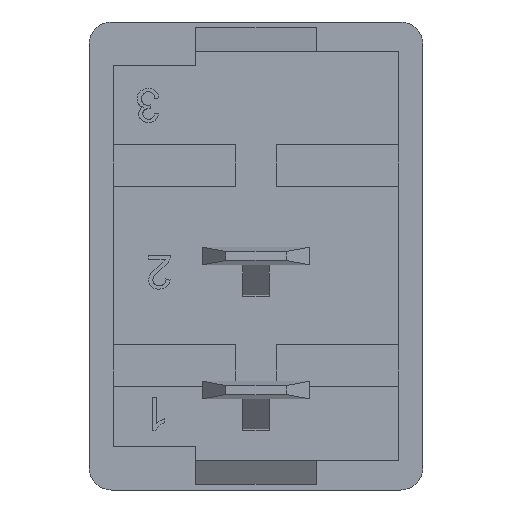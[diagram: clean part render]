
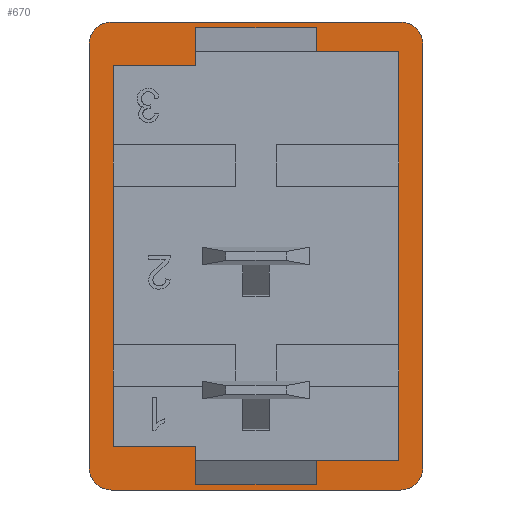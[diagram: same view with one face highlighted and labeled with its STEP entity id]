
A CAD part, front view. The second image highlights one B-rep face of the part: STEP entity #670.
In plain terms, the highlighted planar face has unit normal (0, -1, 0).
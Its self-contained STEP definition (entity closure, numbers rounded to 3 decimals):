
#313=CIRCLE('',#6602,1.);
#317=CIRCLE('',#6608,1.);
#321=CIRCLE('',#6615,1.);
#325=CIRCLE('',#6621,1.);
#459=FACE_BOUND('',#1423,.T.);
#460=FACE_BOUND('',#1424,.T.);
#461=FACE_BOUND('',#1425,.T.);
#462=FACE_BOUND('',#1426,.T.);
#670=ADVANCED_FACE('',(#459,#460,#461,#462),#879,.F.);
#879=PLANE('',#6646);
#1423=EDGE_LOOP('',(#4077,#4078,#4079,#4080,#4081,#4082,#4083,#4084));
#1424=EDGE_LOOP('',(#4085,#4086,#4087,#4088));
#1425=EDGE_LOOP('',(#4089,#4090,#4091,#4092));
#1426=EDGE_LOOP('',(#4093,#4094,#4095,#4096,#4097,#4098));
#1652=LINE('',#8938,#2239);
#1653=LINE('',#8941,#2240);
#1795=LINE('',#10383,#2382);
#1811=LINE('',#10416,#2398);
#1890=LINE('',#10673,#2477);
#1918=LINE('',#10776,#2505);
#1940=LINE('',#10875,#2527);
#1974=LINE('',#10977,#2561);
#1975=LINE('',#10979,#2562);
#2015=LINE('',#11058,#2602);
#2016=LINE('',#11059,#2603);
#2017=LINE('',#11060,#2604);
#2018=LINE('',#11061,#2605);
#2019=LINE('',#11062,#2606);
#2020=LINE('',#11064,#2607);
#2021=LINE('',#11066,#2608);
#2022=LINE('',#11067,#2609);
#2023=LINE('',#11068,#2610);
#2239=VECTOR('',#6949,1.);
#2240=VECTOR('',#6952,1.);
#2382=VECTOR('',#7210,1.);
#2398=VECTOR('',#7226,1.);
#2477=VECTOR('',#7455,1.);
#2505=VECTOR('',#7575,1.);
#2527=VECTOR('',#7669,1.);
#2561=VECTOR('',#7797,1.);
#2562=VECTOR('',#7800,1.);
#2602=VECTOR('',#7878,1.);
#2603=VECTOR('',#7879,1.);
#2604=VECTOR('',#7880,1.);
#2605=VECTOR('',#7881,1.);
#2606=VECTOR('',#7882,1.);
#2607=VECTOR('',#7883,1.);
#2608=VECTOR('',#7884,1.);
#2609=VECTOR('',#7885,1.);
#2610=VECTOR('',#7886,1.);
#4077=ORIENTED_EDGE('',*,*,#5939,.F.);
#4078=ORIENTED_EDGE('',*,*,#5968,.F.);
#4079=ORIENTED_EDGE('',*,*,#5945,.F.);
#4080=ORIENTED_EDGE('',*,*,#5969,.F.);
#4081=ORIENTED_EDGE('',*,*,#5959,.F.);
#4082=ORIENTED_EDGE('',*,*,#6009,.F.);
#4083=ORIENTED_EDGE('',*,*,#5953,.F.);
#4084=ORIENTED_EDGE('',*,*,#6010,.F.);
#4085=ORIENTED_EDGE('',*,*,#5917,.T.);
#4086=ORIENTED_EDGE('',*,*,#6011,.T.);
#4087=ORIENTED_EDGE('',*,*,#5862,.T.);
#4088=ORIENTED_EDGE('',*,*,#6012,.T.);
#4089=ORIENTED_EDGE('',*,*,#5810,.T.);
#4090=ORIENTED_EDGE('',*,*,#6013,.T.);
#4091=ORIENTED_EDGE('',*,*,#6014,.T.);
#4092=ORIENTED_EDGE('',*,*,#6015,.T.);
#4093=ORIENTED_EDGE('',*,*,#6016,.F.);
#4094=ORIENTED_EDGE('',*,*,#5669,.T.);
#4095=ORIENTED_EDGE('',*,*,#5685,.T.);
#4096=ORIENTED_EDGE('',*,*,#6017,.T.);
#4097=ORIENTED_EDGE('',*,*,#5414,.T.);
#4098=ORIENTED_EDGE('',*,*,#5412,.T.);
#4688=VERTEX_POINT('',#8937);
#4689=VERTEX_POINT('',#8939);
#4690=VERTEX_POINT('',#8942);
#4936=VERTEX_POINT('',#10384);
#4937=VERTEX_POINT('',#10385);
#4952=VERTEX_POINT('',#10415);
#5055=VERTEX_POINT('',#10672);
#5056=VERTEX_POINT('',#10674);
#5084=VERTEX_POINT('',#10775);
#5085=VERTEX_POINT('',#10777);
#5125=VERTEX_POINT('',#10874);
#5126=VERTEX_POINT('',#10876);
#5130=VERTEX_POINT('',#10921);
#5131=VERTEX_POINT('',#10922);
#5135=VERTEX_POINT('',#10934);
#5136=VERTEX_POINT('',#10935);
#5140=VERTEX_POINT('',#10950);
#5141=VERTEX_POINT('',#10951);
#5145=VERTEX_POINT('',#10963);
#5146=VERTEX_POINT('',#10964);
#5167=VERTEX_POINT('',#11063);
#5168=VERTEX_POINT('',#11065);
#5412=EDGE_CURVE('',#4689,#4688,#1652,.T.);
#5414=EDGE_CURVE('',#4690,#4689,#1653,.T.);
#5669=EDGE_CURVE('',#4936,#4937,#1795,.T.);
#5685=EDGE_CURVE('',#4937,#4952,#1811,.T.);
#5810=EDGE_CURVE('',#5056,#5055,#1890,.T.);
#5862=EDGE_CURVE('',#5085,#5084,#1918,.T.);
#5917=EDGE_CURVE('',#5126,#5125,#1940,.T.);
#5939=EDGE_CURVE('',#5130,#5131,#313,.T.);
#5945=EDGE_CURVE('',#5135,#5136,#317,.T.);
#5953=EDGE_CURVE('',#5140,#5141,#321,.T.);
#5959=EDGE_CURVE('',#5145,#5146,#325,.T.);
#5968=EDGE_CURVE('',#5136,#5130,#1974,.T.);
#5969=EDGE_CURVE('',#5146,#5135,#1975,.T.);
#6009=EDGE_CURVE('',#5141,#5145,#2015,.T.);
#6010=EDGE_CURVE('',#5131,#5140,#2016,.T.);
#6011=EDGE_CURVE('',#5125,#5085,#2017,.T.);
#6012=EDGE_CURVE('',#5084,#5126,#2018,.T.);
#6013=EDGE_CURVE('',#5055,#5167,#2019,.T.);
#6014=EDGE_CURVE('',#5167,#5168,#2020,.T.);
#6015=EDGE_CURVE('',#5168,#5056,#2021,.T.);
#6016=EDGE_CURVE('',#4936,#4688,#2022,.T.);
#6017=EDGE_CURVE('',#4952,#4690,#2023,.T.);
#6602=AXIS2_PLACEMENT_3D('',#10920,#7733,#7734);
#6608=AXIS2_PLACEMENT_3D('',#10933,#7747,#7748);
#6615=AXIS2_PLACEMENT_3D('',#10949,#7765,#7766);
#6621=AXIS2_PLACEMENT_3D('',#10962,#7779,#7780);
#6646=AXIS2_PLACEMENT_3D('',#11069,#7887,#7888);
#6949=DIRECTION('',(0.,0.,-1.));
#6952=DIRECTION('',(0.,0.,-1.));
#7210=DIRECTION('',(0.,0.,1.));
#7226=DIRECTION('',(0.,0.,1.));
#7455=DIRECTION('',(0.,0.,1.));
#7575=DIRECTION('',(0.,0.,-1.));
#7669=DIRECTION('',(0.,0.,1.));
#7733=DIRECTION('',(0.,1.,0.));
#7734=DIRECTION('',(0.707,0.,0.707));
#7747=DIRECTION('',(0.,1.,0.));
#7748=DIRECTION('',(-0.707,0.,0.707));
#7765=DIRECTION('',(0.,1.,0.));
#7766=DIRECTION('',(0.707,0.,-0.707));
#7779=DIRECTION('',(0.,1.,0.));
#7780=DIRECTION('',(-0.707,0.,-0.707));
#7797=DIRECTION('',(1.,0.,0.));
#7800=DIRECTION('',(0.,0.,1.));
#7878=DIRECTION('',(-1.,0.,0.));
#7879=DIRECTION('',(0.,0.,-1.));
#7880=DIRECTION('',(1.,0.,0.));
#7881=DIRECTION('',(-1.,0.,0.));
#7882=DIRECTION('',(1.,0.,0.));
#7883=DIRECTION('',(0.,0.,-1.));
#7884=DIRECTION('',(-1.,0.,0.));
#7885=DIRECTION('',(1.,0.,0.));
#7886=DIRECTION('',(1.,0.,0.));
#7887=DIRECTION('',(0.,1.,0.));
#7888=DIRECTION('',(0.,0.,-1.));
#8937=CARTESIAN_POINT('',(6.4,0.,-8.525));
#8938=CARTESIAN_POINT('',(6.4,0.,0.));
#8939=CARTESIAN_POINT('',(6.4,0.,0.));
#8941=CARTESIAN_POINT('',(6.4,0.,8.525));
#8942=CARTESIAN_POINT('',(6.4,0.,8.525));
#10383=CARTESIAN_POINT('',(-6.4,0.,-6.925));
#10384=CARTESIAN_POINT('',(-6.4,0.,-8.525));
#10385=CARTESIAN_POINT('',(-6.4,0.,0.));
#10415=CARTESIAN_POINT('',(-6.4,0.,8.525));
#10416=CARTESIAN_POINT('',(-6.4,0.,7.575));
#10672=CARTESIAN_POINT('',(-2.7,0.,9.725));
#10673=CARTESIAN_POINT('',(-2.7,0.,8.925));
#10674=CARTESIAN_POINT('',(-2.7,0.,8.925));
#10775=CARTESIAN_POINT('',(2.7,0.,-9.725));
#10776=CARTESIAN_POINT('',(2.7,0.,-8.925));
#10777=CARTESIAN_POINT('',(2.7,0.,-8.925));
#10874=CARTESIAN_POINT('',(-2.7,0.,-8.925));
#10875=CARTESIAN_POINT('',(-2.7,0.,-9.725));
#10876=CARTESIAN_POINT('',(-2.7,0.,-9.725));
#10920=CARTESIAN_POINT('',(6.475,0.,9.475));
#10921=CARTESIAN_POINT('',(6.475,0.,10.475));
#10922=CARTESIAN_POINT('',(7.475,0.,9.475));
#10933=CARTESIAN_POINT('',(-6.475,0.,9.475));
#10934=CARTESIAN_POINT('',(-7.475,0.,9.475));
#10935=CARTESIAN_POINT('',(-6.475,0.,10.475));
#10949=CARTESIAN_POINT('',(6.475,0.,-9.475));
#10950=CARTESIAN_POINT('',(7.475,0.,-9.475));
#10951=CARTESIAN_POINT('',(6.475,0.,-10.475));
#10962=CARTESIAN_POINT('',(-6.475,0.,-9.475));
#10963=CARTESIAN_POINT('',(-6.475,0.,-10.475));
#10964=CARTESIAN_POINT('',(-7.475,0.,-9.475));
#10977=CARTESIAN_POINT('',(-6.475,0.,10.475));
#10979=CARTESIAN_POINT('',(-7.475,0.,-9.475));
#11058=CARTESIAN_POINT('',(6.475,0.,-10.475));
#11059=CARTESIAN_POINT('',(7.475,0.,9.475));
#11060=CARTESIAN_POINT('',(-2.7,0.,-8.925));
#11061=CARTESIAN_POINT('',(2.7,0.,-9.725));
#11062=CARTESIAN_POINT('',(-2.7,0.,9.725));
#11063=CARTESIAN_POINT('',(2.7,0.,9.725));
#11064=CARTESIAN_POINT('',(2.7,0.,9.725));
#11065=CARTESIAN_POINT('',(2.7,0.,8.925));
#11066=CARTESIAN_POINT('',(2.7,0.,8.925));
#11067=CARTESIAN_POINT('',(-6.4,0.,-8.525));
#11068=CARTESIAN_POINT('',(-6.4,0.,8.525));
#11069=CARTESIAN_POINT('',(0.,0.,0.));
